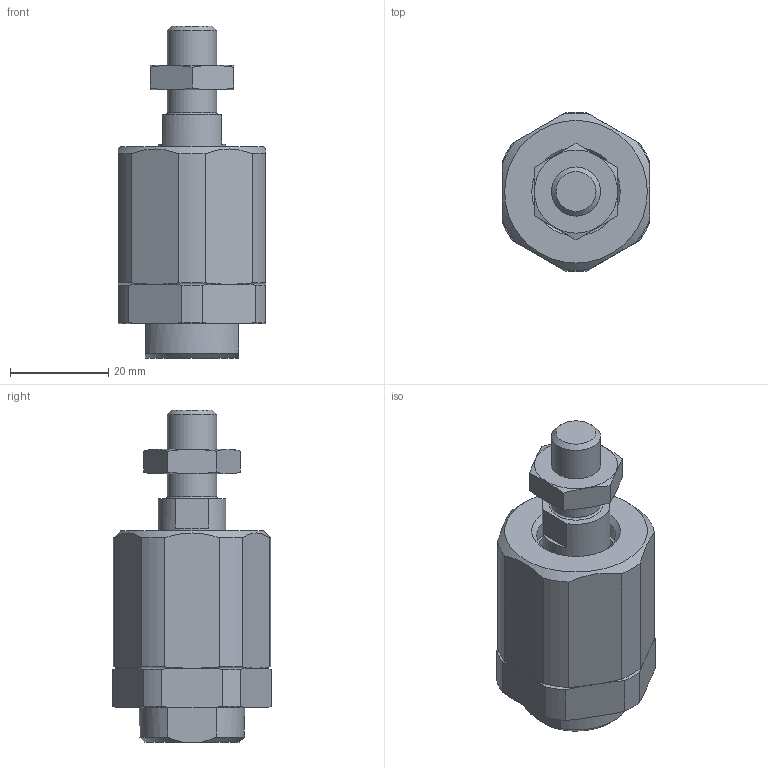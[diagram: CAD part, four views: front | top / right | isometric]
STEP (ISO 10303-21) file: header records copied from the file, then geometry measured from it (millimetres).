
FILE_DESCRIPTION(/* description */ ('STEP AP214'),/* implementation_level */ '2;1');
FILE_NAME(/* name */ '2063_FK-M10',/* time_stamp */ '2024-08-27T08:18:18+02:00',/* author */ ('License CC BY-ND 4.0'),/* organization */ ('CADENAS'),/* preprocessor_version */ 'ST-DEVELOPER v19.3',/* originating_system */ 'PARTsolutions',/* authorisation */ ' ');
FILE_SCHEMA (('AUTOMOTIVE_DESIGN {1 0 10303 214 3 1 1}'));
Length unit declared in the file: millimetre
Products named in the file (7): 2063 FK-M10---(asm_0_0); 2063 FK-M10---(GE); 2063 FK-M10---(0BO); DIN-439-B - M10(F); 2063 FK-M10---(BU); 2063 FK-M10---(MU); 2063 FK-M10---(KG)
Assembly tree (7 placements, depth 2):
  2063 FK-M10---(asm_0_0)
    2063 FK-M10---(GE)
    2063 FK-M10---(0BO)
    DIN-439-B - M10(F)
    2063 FK-M10---(BU)
    2063 FK-M10---(MU)
    2063 FK-M10---(KG)  x2
Bounding box: 30 x 32.47 x 67.5 mm (x, y, z)
Volume: 30336.4 mm3; surface area: 14960.7 mm2
Topology: 7 solids, 7 shells, 109 faces, 250 edges, 158 vertices
Faces by surface type: plane 43, cone 34, cylinder 27, sphere 4, torus 1
Full cylindrical faces by diameter (mm): 8.376 x2, 10 x1, 13.8 x1, 15.2 x2, 16 x1, 18 x1, 20.5 x2, 21.4 x1, 22.376 x2, 22.5 x1, 24 x1
Entity records: 3072 total; most frequent: CARTESIAN_POINT 674, DIRECTION 466, ORIENTED_EDGE 416, EDGE_CURVE 208, AXIS2_PLACEMENT_3D 204, VERTEX_POINT 150, EDGE_LOOP 148, FACE_BOUND 148
